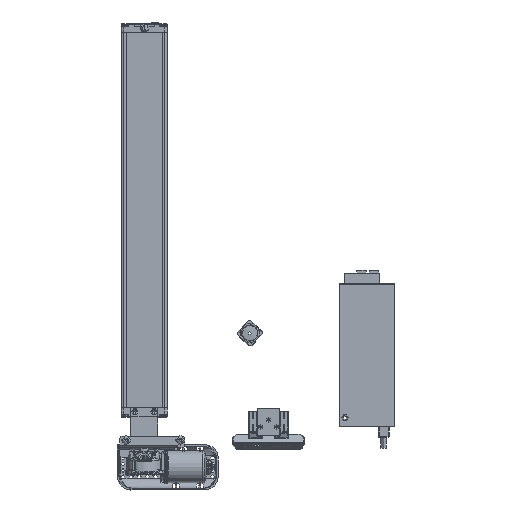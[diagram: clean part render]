
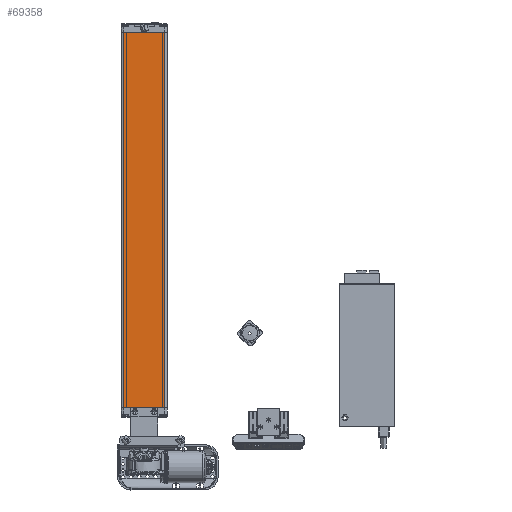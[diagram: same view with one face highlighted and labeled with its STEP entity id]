
A CAD part, top view. The second image highlights one B-rep face of the part: STEP entity #69358.
In plain terms, the highlighted planar face has unit normal (0, 0, 1).
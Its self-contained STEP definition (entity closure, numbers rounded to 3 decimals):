
#13115=FACE_OUTER_BOUND('',#17171,.T.);
#17171=EDGE_LOOP('',(#47430,#47431,#47432,#47433));
#21626=LINE('',#101316,#25747);
#21627=LINE('',#101320,#25748);
#21628=LINE('',#101325,#25749);
#21629=LINE('',#101329,#25750);
#25747=VECTOR('',#82115,691.5);
#25748=VECTOR('',#82120,691.5);
#25749=VECTOR('',#82129,75.);
#25750=VECTOR('',#82136,75.);
#29886=VERTEX_POINT('',#101305);
#29887=VERTEX_POINT('',#101311);
#29888=VERTEX_POINT('',#101315);
#29889=VERTEX_POINT('',#101319);
#36668=EDGE_CURVE('',#29886,#29888,#21626,.T.);
#36670=EDGE_CURVE('',#29887,#29889,#21627,.F.);
#36673=EDGE_CURVE('',#29889,#29886,#21628,.F.);
#36675=EDGE_CURVE('',#29888,#29887,#21629,.T.);
#47430=ORIENTED_EDGE('',*,*,#36670,.F.);
#47431=ORIENTED_EDGE('',*,*,#36675,.F.);
#47432=ORIENTED_EDGE('',*,*,#36668,.F.);
#47433=ORIENTED_EDGE('',*,*,#36673,.F.);
#68197=PLANE('',#74314);
#69358=ADVANCED_FACE('',(#13115),#68197,.T.);
#74314=AXIS2_PLACEMENT_3D('',#101330,#82137,#82138);
#82115=DIRECTION('',(0.,-1.,0.));
#82120=DIRECTION('',(0.,-1.,0.));
#82129=DIRECTION('',(-1.,0.,0.));
#82136=DIRECTION('',(-1.,0.,0.));
#82137=DIRECTION('center_axis',(0.,0.,1.));
#82138=DIRECTION('ref_axis',(1.,0.,0.));
#101305=CARTESIAN_POINT('',(37.5,692.,17.5));
#101311=CARTESIAN_POINT('',(-37.5,0.5,17.5));
#101315=CARTESIAN_POINT('',(37.5,0.5,17.5));
#101316=CARTESIAN_POINT('',(37.5,692.,17.5));
#101319=CARTESIAN_POINT('',(-37.5,692.,17.5));
#101320=CARTESIAN_POINT('',(-37.5,692.,17.5));
#101325=CARTESIAN_POINT('',(37.5,692.,17.5));
#101329=CARTESIAN_POINT('',(37.5,0.5,17.5));
#101330=CARTESIAN_POINT('Origin',(42.5,692.5,17.5));
